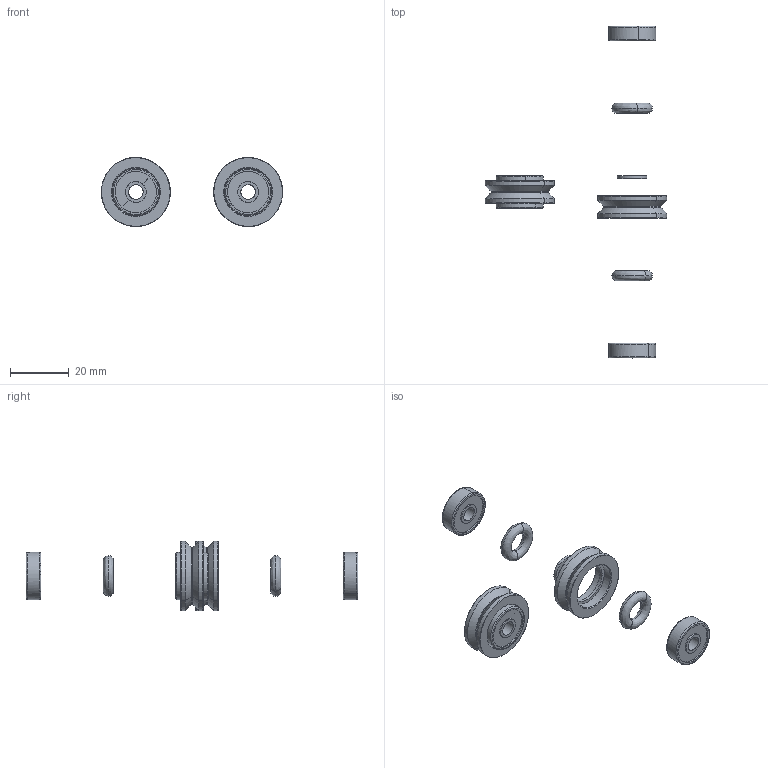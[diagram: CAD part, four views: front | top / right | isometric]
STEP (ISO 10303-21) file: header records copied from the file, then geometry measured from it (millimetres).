
FILE_DESCRIPTION(/* description */ (''),/* implementation_level */ '2;1');
FILE_NAME(/* name */ 'Delrin Wheel',/* time_stamp */ '2014-03-05T18:01:14-06:00',/* author */ (''),/* organization */ (''),/* preprocessor_version */ 'ST-DEVELOPER v15',/* originating_system */ '',/* authorisation */ '');
FILE_SCHEMA (('AUTOMOTIVE_DESIGN'));
Length unit declared in the file: inch
Products named in the file (1): Document
Bounding box: 61.58 x 112.6 x 23.49 mm (x, y, z)
Volume: 7422.9 mm3; surface area: 7921.4 mm2
Topology: 12 solids, 12 shells, 176 faces, 484 edges, 348 vertices
Faces by surface type: bspline 136, plane 40
Entity records: 6887 total; most frequent: CARTESIAN_POINT 4098, ORIENTED_EDGE 968, EDGE_CURVE 484, VERTEX_POINT 348, EDGE_LOOP 216, ADVANCED_FACE 176, FACE_OUTER_BOUND 176, B_SPLINE_CURVE_WITH_KNOTS 104
